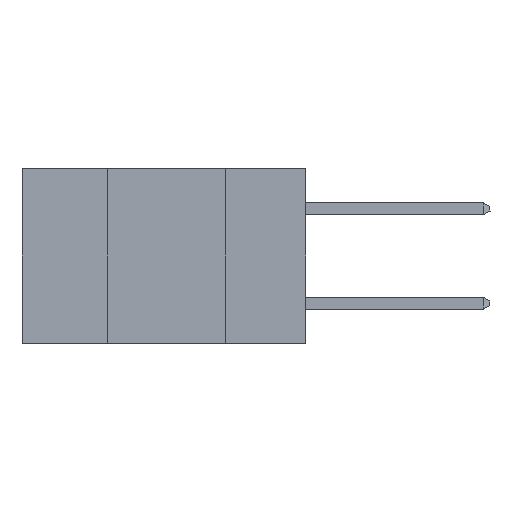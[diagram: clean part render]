
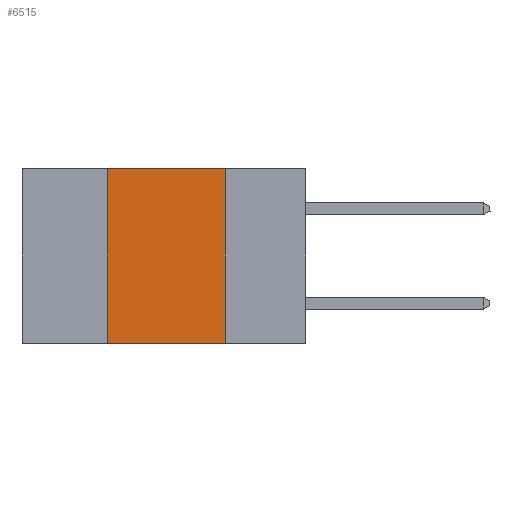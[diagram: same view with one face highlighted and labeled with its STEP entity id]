
A CAD part, left-side view. The second image highlights one B-rep face of the part: STEP entity #6515.
In plain terms, the highlighted planar face has unit normal (-1, 0, 0).
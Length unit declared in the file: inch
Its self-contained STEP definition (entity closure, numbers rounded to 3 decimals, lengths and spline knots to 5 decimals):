
#69 = VECTOR ( 'NONE', #6616, 39.37008 ) ;
#358 = EDGE_LOOP ( 'NONE', ( #8464, #3727, #17071, #18701 ) ) ;
#595 = CARTESIAN_POINT ( 'NONE',  ( 0., 0.42, -0.37 ) ) ;
#2093 = VERTEX_POINT ( 'NONE', #9074 ) ;
#3727 = ORIENTED_EDGE ( 'NONE', *, *, #3820, .F. ) ;
#3820 = EDGE_CURVE ( 'NONE', #2093, #4673, #15257, .T. ) ;
#4103 = DIRECTION ( 'NONE',  ( 0., 0., 1. ) ) ;
#4673 = VERTEX_POINT ( 'NONE', #15506 ) ;
#5477 = CARTESIAN_POINT ( 'NONE',  ( 0., 0.17, 0. ) ) ;
#6107 = EDGE_CURVE ( 'NONE', #4673, #7689, #7716, .T. ) ;
#6515 = ADVANCED_FACE ( 'NONE', ( #16298 ), #12168, .F. ) ;
#6616 = DIRECTION ( 'NONE',  ( 0., 0., -1. ) ) ;
#7689 = VERTEX_POINT ( 'NONE', #16557 ) ;
#7716 = LINE ( 'NONE', #5477, #69 ) ;
#8464 = ORIENTED_EDGE ( 'NONE', *, *, #6107, .F. ) ;
#9074 = CARTESIAN_POINT ( 'NONE',  ( 0., 0.42, 0. ) ) ;
#9520 = VECTOR ( 'NONE', #18419, 39.37008 ) ;
#9618 = LINE ( 'NONE', #19253, #13208 ) ;
#10851 = CARTESIAN_POINT ( 'NONE',  ( 0., 0.6, 0. ) ) ;
#10910 = VERTEX_POINT ( 'NONE', #595 ) ;
#11320 = AXIS2_PLACEMENT_3D ( 'NONE', #10851, #19584, #19612 ) ;
#12143 = VECTOR ( 'NONE', #14204, 39.37008 ) ;
#12168 = PLANE ( 'NONE',  #11320 ) ;
#13208 = VECTOR ( 'NONE', #4103, 39.37008 ) ;
#14204 = DIRECTION ( 'NONE',  ( 0., -1., 0. ) ) ;
#14288 = EDGE_CURVE ( 'NONE', #10910, #2093, #9618, .T. ) ;
#15257 = LINE ( 'NONE', #16961, #12143 ) ;
#15364 = CARTESIAN_POINT ( 'NONE',  ( 0., 0.6, -0.37 ) ) ;
#15506 = CARTESIAN_POINT ( 'NONE',  ( 0., 0.17, 0. ) ) ;
#16298 = FACE_OUTER_BOUND ( 'NONE', #358, .T. ) ;
#16513 = EDGE_CURVE ( 'NONE', #10910, #7689, #18602, .T. ) ;
#16557 = CARTESIAN_POINT ( 'NONE',  ( 0., 0.17, -0.37 ) ) ;
#16961 = CARTESIAN_POINT ( 'NONE',  ( 0., 0.6, 0. ) ) ;
#17071 = ORIENTED_EDGE ( 'NONE', *, *, #14288, .F. ) ;
#18419 = DIRECTION ( 'NONE',  ( 0., -1., 0. ) ) ;
#18602 = LINE ( 'NONE', #15364, #9520 ) ;
#18701 = ORIENTED_EDGE ( 'NONE', *, *, #16513, .T. ) ;
#19253 = CARTESIAN_POINT ( 'NONE',  ( 0., 0.42, 0. ) ) ;
#19584 = DIRECTION ( 'NONE',  ( 1., 0., 0. ) ) ;
#19612 = DIRECTION ( 'NONE',  ( 0., 0., -1. ) ) ;
